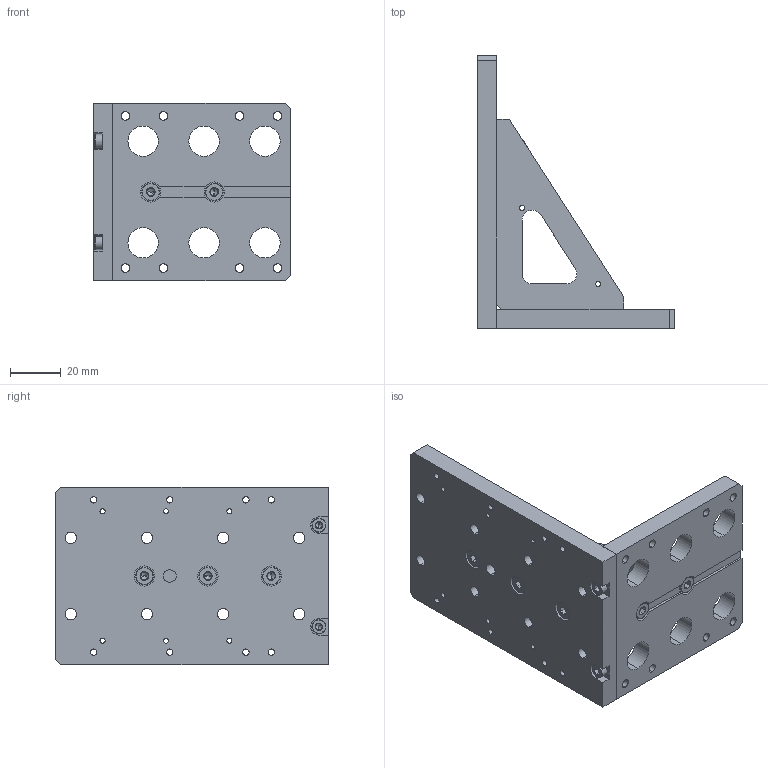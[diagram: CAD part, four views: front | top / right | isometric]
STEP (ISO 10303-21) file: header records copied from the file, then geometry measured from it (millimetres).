
FILE_DESCRIPTION (( 'STEP AP214' ), '1' );
FILE_NAME ('M18-001A.STEP', '2023-04-12T09:02:20', ( '' ), ( '' ), 'SwSTEP 2.0', 'SolidWorks 2023', '' );
FILE_SCHEMA (( 'AUTOMOTIVE_DESIGN' ));
Length unit declared in the file: millimetre
Products named in the file (6): Z-Bracket Vert v1; P0200.040-012-A2_P0200.040-012-A2; Z-Bracket Base v1; M18-001A; P0200.030-010-A2_P0200.030-010-A2; Z-Bracket Gusset v1
Assembly tree (10 placements, depth 2):
  M18-001A
    Z-Bracket Base v1
    Z-Bracket Vert v1
    Z-Bracket Gusset v1
    P0200.040-012-A2_P0200.040-012-A2  x5
    P0200.030-010-A2_P0200.030-010-A2  x2
Bounding box: 77.5 x 107.5 x 70 mm (x, y, z)
Volume: 96142.3 mm3; surface area: 42249.7 mm2
Topology: 10 solids, 10 shells, 881 faces, 1916 edges, 1068 vertices
Faces by surface type: cone 519, cylinder 183, plane 165, torus 14
Entity records: 12558 total; most frequent: CARTESIAN_POINT 2294, DIRECTION 2293, ORIENTED_EDGE 1952, EDGE_CURVE 976, AXIS2_PLACEMENT_3D 924, VERTEX_POINT 591, EDGE_LOOP 541, CIRCLE 497
